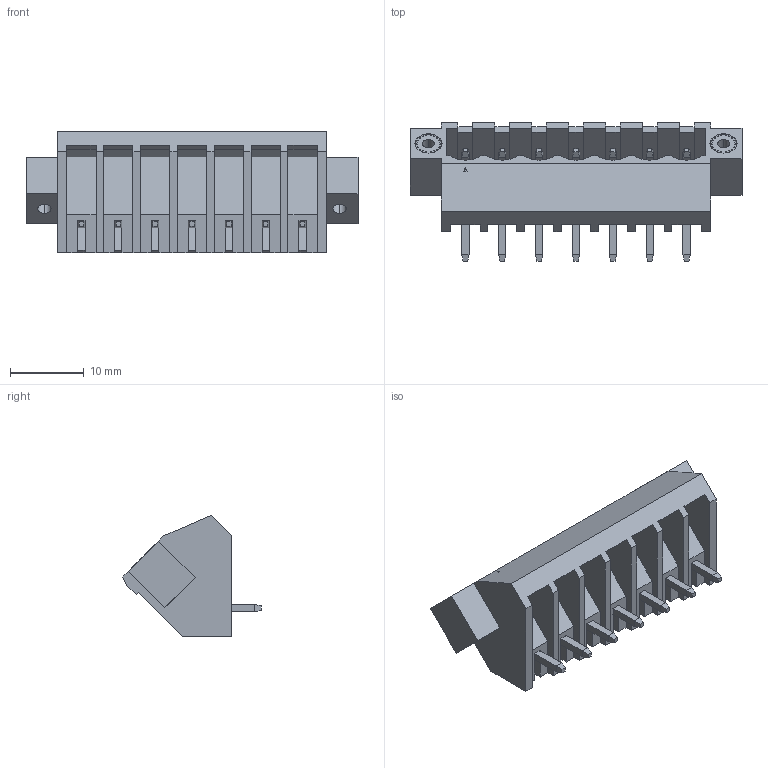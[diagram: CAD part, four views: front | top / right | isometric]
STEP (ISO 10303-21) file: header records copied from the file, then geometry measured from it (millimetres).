
FILE_DESCRIPTION (( 'STEP AP214' ), '1' );
FILE_NAME ('2EDGLM-5.0-07P-14-00AH.STEP', '2021-03-06T23:49:24', ( '' ), ( '' ), 'SwSTEP 2.0', 'SolidWorks 2020', '' );
FILE_SCHEMA (( 'AUTOMOTIVE_DESIGN' ));
Length unit declared in the file: millimetre
Products named in the file (1): 2EDGLM-5.0-07P-14-00AH
Bounding box: 45 x 18.8 x 16.5 mm (x, y, z)
Volume: 2994.7 mm3; surface area: 5273.4 mm2
Topology: 1 solids, 1 shells, 958 faces, 2552 edges, 1645 vertices
Faces by surface type: plane 739, bspline 133, cylinder 54, cone 18, torus 14
Entity records: 42321 total; most frequent: CARTESIAN_POINT 13235, ORIENTED_EDGE 5104, DIRECTION 4090, EDGE_CURVE 2552, LINE 1946, VECTOR 1946, VERTEX_POINT 1645, AXIS2_PLACEMENT_3D 1072
